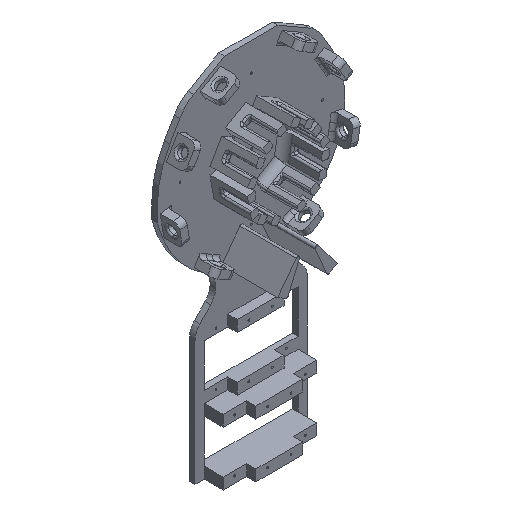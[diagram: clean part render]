
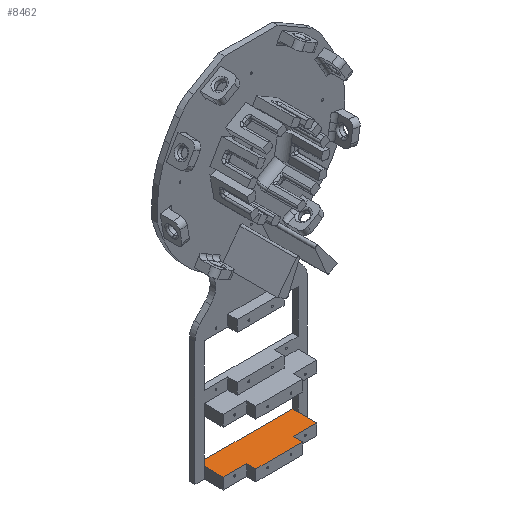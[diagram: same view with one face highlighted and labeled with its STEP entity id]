
A CAD part, isometric view. The second image highlights one B-rep face of the part: STEP entity #8462.
In plain terms, the highlighted planar face has unit normal (0, 0, 1).
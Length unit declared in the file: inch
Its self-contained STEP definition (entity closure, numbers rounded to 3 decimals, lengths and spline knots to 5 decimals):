
#647=DIRECTION('',(-1.,0.,0.));
#648=VECTOR('',#647,50.);
#649=CARTESIAN_POINT('',(25.,3.,-134.));
#650=LINE('',#649,#648);
#905=DIRECTION('',(-1.,0.,0.));
#906=VECTOR('',#905,12.5);
#907=CARTESIAN_POINT('',(-12.5,-10.,-134.));
#908=LINE('',#907,#906);
#913=DIRECTION('',(-1.,0.,0.));
#914=VECTOR('',#913,12.5);
#915=CARTESIAN_POINT('',(25.,-10.,-134.));
#916=LINE('',#915,#914);
#1001=DIRECTION('',(-1.,0.,0.));
#1002=VECTOR('',#1001,25.);
#1003=CARTESIAN_POINT('',(12.5,-15.,-134.));
#1004=LINE('',#1003,#1002);
#1057=DIRECTION('',(0.,-1.,0.));
#1058=VECTOR('',#1057,5.);
#1059=CARTESIAN_POINT('',(12.5,-10.,-134.));
#1060=LINE('',#1059,#1058);
#1061=DIRECTION('',(0.,1.,0.));
#1062=VECTOR('',#1061,3.);
#1063=CARTESIAN_POINT('',(25.,0.,-134.));
#1064=LINE('',#1063,#1062);
#1065=DIRECTION('',(0.,-1.,0.));
#1066=VECTOR('',#1065,10.);
#1067=CARTESIAN_POINT('',(25.,0.,-134.));
#1068=LINE('',#1067,#1066);
#1085=DIRECTION('',(0.,-1.,0.));
#1086=VECTOR('',#1085,5.);
#1087=CARTESIAN_POINT('',(-12.5,-10.,-134.));
#1088=LINE('',#1087,#1086);
#1197=DIRECTION('',(0.,-1.,0.));
#1198=VECTOR('',#1197,10.);
#1199=CARTESIAN_POINT('',(-25.,0.,-134.));
#1200=LINE('',#1199,#1198);
#1201=DIRECTION('',(0.,1.,0.));
#1202=VECTOR('',#1201,3.);
#1203=CARTESIAN_POINT('',(-25.,0.,-134.));
#1204=LINE('',#1203,#1202);
#6443=CARTESIAN_POINT('',(25.,3.,-134.));
#6445=VERTEX_POINT('',#6443);
#6446=CARTESIAN_POINT('',(-25.,3.,-134.));
#6447=VERTEX_POINT('',#6446);
#6490=CARTESIAN_POINT('',(-25.,-10.,-134.));
#6492=VERTEX_POINT('',#6490);
#6495=CARTESIAN_POINT('',(25.,-10.,-134.));
#6497=VERTEX_POINT('',#6495);
#6511=CARTESIAN_POINT('',(-25.,0.,-134.));
#6513=VERTEX_POINT('',#6511);
#6515=CARTESIAN_POINT('',(25.,0.,-134.));
#6517=VERTEX_POINT('',#6515);
#6530=CARTESIAN_POINT('',(12.5,-15.,-134.));
#6531=CARTESIAN_POINT('',(-12.5,-15.,-134.));
#6532=VERTEX_POINT('',#6530);
#6533=VERTEX_POINT('',#6531);
#6547=CARTESIAN_POINT('',(-12.5,-10.,-134.));
#6549=VERTEX_POINT('',#6547);
#6551=CARTESIAN_POINT('',(12.5,-10.,-134.));
#6553=VERTEX_POINT('',#6551);
#8439=CARTESIAN_POINT('',(25.,0.,-134.));
#8440=DIRECTION('',(0.,0.,1.));
#8441=DIRECTION('',(-1.,0.,0.));
#8442=AXIS2_PLACEMENT_3D('',#8439,#8440,#8441);
#8443=PLANE('',#8442);
#8444=ORIENTED_EDGE('',*,*,#8321,.T.);
#8446=ORIENTED_EDGE('',*,*,#8445,.T.);
#8447=ORIENTED_EDGE('',*,*,#8416,.T.);
#8449=ORIENTED_EDGE('',*,*,#8448,.F.);
#8450=ORIENTED_EDGE('',*,*,#8303,.T.);
#8452=ORIENTED_EDGE('',*,*,#8451,.F.);
#8454=ORIENTED_EDGE('',*,*,#8453,.T.);
#8455=ORIENTED_EDGE('',*,*,#8100,.F.);
#8457=ORIENTED_EDGE('',*,*,#8456,.F.);
#8459=ORIENTED_EDGE('',*,*,#8458,.T.);
#8460=EDGE_LOOP('',(#8444,#8446,#8447,#8449,#8450,#8452,#8454,#8455,#8457,
#8459));
#8461=FACE_OUTER_BOUND('',#8460,.F.);
#8462=ADVANCED_FACE('',(#8461),#8443,.T.);
#8100=EDGE_CURVE('',#6445,#6447,#650,.T.);
#8303=EDGE_CURVE('',#6549,#6492,#908,.T.);
#8321=EDGE_CURVE('',#6497,#6553,#916,.T.);
#8416=EDGE_CURVE('',#6532,#6533,#1004,.T.);
#8445=EDGE_CURVE('',#6553,#6532,#1060,.T.);
#8448=EDGE_CURVE('',#6549,#6533,#1088,.T.);
#8451=EDGE_CURVE('',#6513,#6492,#1200,.T.);
#8453=EDGE_CURVE('',#6513,#6447,#1204,.T.);
#8456=EDGE_CURVE('',#6517,#6445,#1064,.T.);
#8458=EDGE_CURVE('',#6517,#6497,#1068,.T.);
